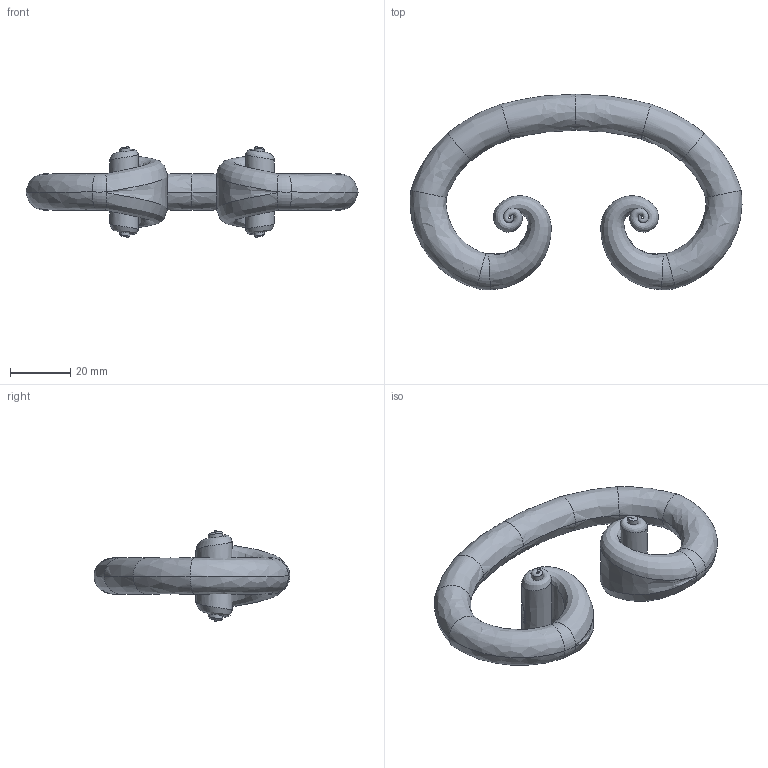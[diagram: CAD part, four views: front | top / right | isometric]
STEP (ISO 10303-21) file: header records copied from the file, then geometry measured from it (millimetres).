
FILE_DESCRIPTION (( 'STEP AP203' ), '1' );
FILE_NAME ('5640.step', '2015-09-17T15:41:17', ( '' ), ( '' ), 'SwSTEP 2.0', 'SolidWorks 2015', '' );
FILE_SCHEMA (( 'CONFIG_CONTROL_DESIGN' ));
Length unit declared in the file: millimetre
Products named in the file (1): 5640
Bounding box: 110.26 x 64.99 x 30 mm (x, y, z)
Volume: 36794.5 mm3; surface area: 14037.2 mm2
Topology: 1 solids, 1 shells, 143 faces, 368 edges, 238 vertices
Faces by surface type: bspline 75, plane 64, torus 4
Entity records: 14845 total; most frequent: CARTESIAN_POINT 11905, ORIENTED_EDGE 736, EDGE_CURVE 368, DIRECTION 334, VERTEX_POINT 238, B_SPLINE_CURVE_WITH_KNOTS 176, VECTOR 164, LINE 164
